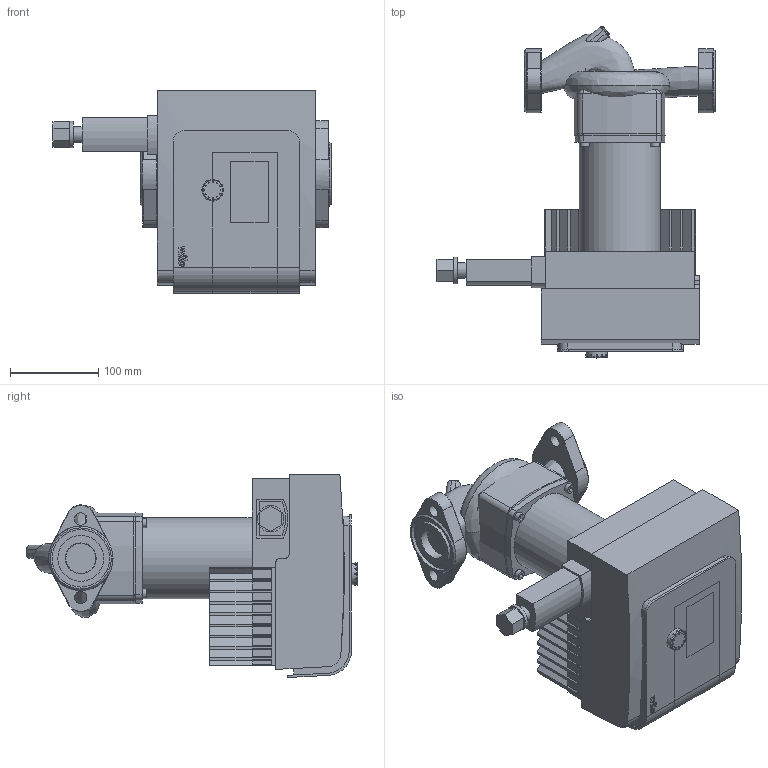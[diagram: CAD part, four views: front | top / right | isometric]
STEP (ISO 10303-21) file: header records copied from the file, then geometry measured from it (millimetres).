
FILE_DESCRIPTION(/* description */ (''),/* implementation_level */ '2;1');
FILE_NAME(/* name */ '3d_StratosMAXO1.25x3-52145PSI-2164611_in.stp',/* time_stamp */ '2020-07-29T15:18:06-05:00',/* author */ ('faliszekte'),/* organization */ (''),/* preprocessor_version */ 'ST-DEVELOPER v18.1',/* originating_system */ 'Autodesk Inventor 2021',/* authorisation */ '');
FILE_SCHEMA (('AUTOMOTIVE_DESIGN { 1 0 10303 214 3 1 1 }'));
Length unit declared in the file: inch
Products named in the file (1): 3d_StratosMAXO1.25x3-52145PSI-2164611_in
Bounding box: 315 x 376.03 x 230 mm (x, y, z)
Volume: 6599055 mm3; surface area: 703075 mm2
Topology: 16 solids, 16 shells, 777 faces, 1955 edges, 1212 vertices
Faces by surface type: plane 398, cylinder 236, torus 56, sphere 48, bspline 29, cone 10
Full cylindrical faces by diameter (mm): 10 x4, 14 x4, 18 x1, 24 x1, 30 x1, 35 x2, 52 x2, 65 x2, 73 x2, 92 x1
Entity records: 30987 total; most frequent: CARTESIAN_POINT 12247, ORIENTED_EDGE 3878, DIRECTION 3876, EDGE_CURVE 1939, AXIS2_PLACEMENT_3D 1306, LINE 1264, VECTOR 1264, VERTEX_POINT 1212
